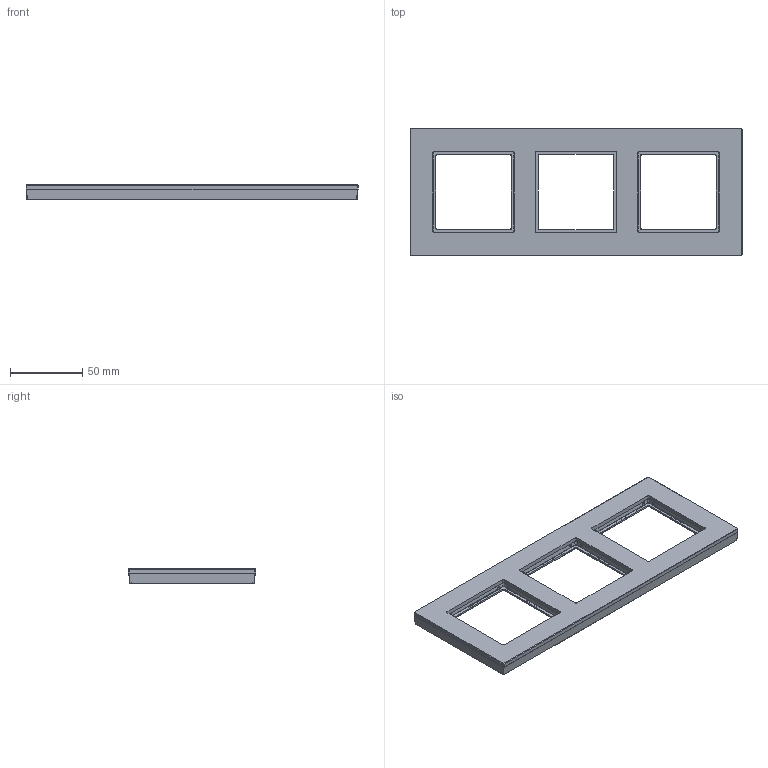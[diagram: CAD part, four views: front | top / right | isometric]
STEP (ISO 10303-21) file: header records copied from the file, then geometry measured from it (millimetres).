
FILE_DESCRIPTION((''),'2;1');
FILE_NAME('WAD8300ALH_ASM','2025-02-24T09:42:46',('andolfs'),(''),'CREO PARAMETRIC BY PTC INC, 2023154','CREO PARAMETRIC BY PTC INC, 2023154','');
FILE_SCHEMA(('CONFIG_CONTROL_DESIGN','SHAPE_APPEARANCE_LAYERS_GROUPS'));
Products named in the file (7): W4G0242_18; W1A2214_BG; W1A2468_DC; 9204676000_KLEBEPAD; 9204677000_KLEBEPAD; W2A0612_00_ASM; WAD8300ALH_ASM
Assembly tree (7 placements, depth 3):
  WAD8300ALH_ASM
    W4G0242_18
    W2A0612_00_ASM
      W1A2214_BG
      W1A2468_DC
      9204676000_KLEBEPAD
      9204677000_KLEBEPAD  x2
Bounding box: 230 x 88 x 10 mm (x, y, z)
Volume: 61047.3 mm3; surface area: 72712.5 mm2
Topology: 5 solids, 5 shells, 2400 faces, 6340 edges, 4060 vertices
Faces by surface type: plane 856, extrusion 798, cylinder 302, bspline 212, cone 88, torus 84, sphere 48, revolution 12
Entity records: 135856 total; most frequent: CARTESIAN_POINT 43242, ORIENTED_EDGE 12584, PRESENTATION_STYLE_ASSIGNMENT 9354, STYLED_ITEM 9354, DIRECTION 8776, CURVE_STYLE 7006, EDGE_CURVE 6292, VECTOR 4110
